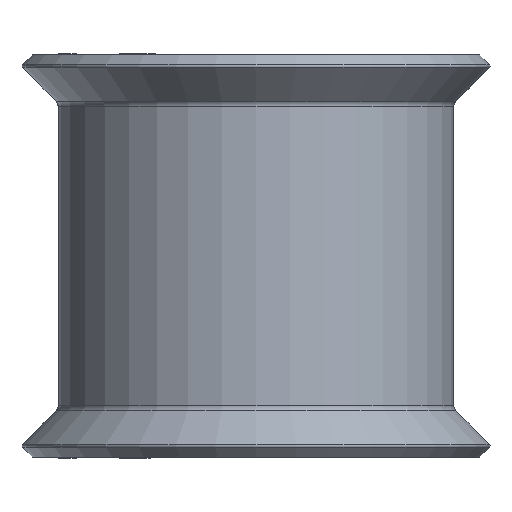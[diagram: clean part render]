
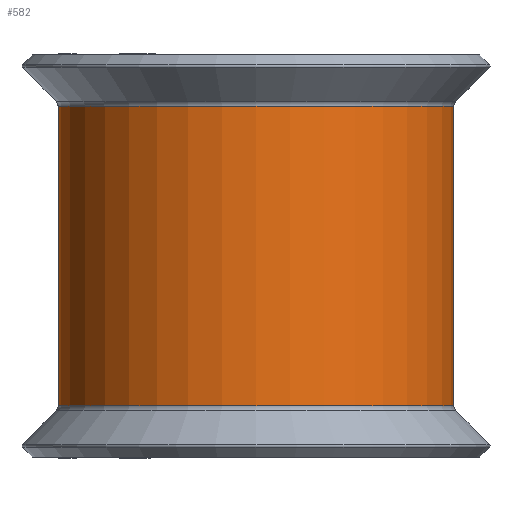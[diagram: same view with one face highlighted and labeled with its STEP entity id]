
A CAD part, front view. The second image highlights one B-rep face of the part: STEP entity #582.
In plain terms, the highlighted cylindrical face has radius 6.985 mm (diameter 13.97 mm), a partial arc.
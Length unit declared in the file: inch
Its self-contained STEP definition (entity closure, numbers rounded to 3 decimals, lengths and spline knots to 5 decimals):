
#102 = AXIS2_PLACEMENT_3D ( 'NONE', #2480, #1236, #2699 ) ;
#131 = CARTESIAN_POINT ( 'NONE',  ( -0.025, -0.656, 0.281 ) ) ;
#138 = FACE_OUTER_BOUND ( 'NONE', #990, .T. ) ;
#349 = DIRECTION ( 'NONE',  ( 0., 0., -1. ) ) ;
#358 = AXIS2_PLACEMENT_3D ( 'NONE', #1873, #631, #2084 ) ;
#393 = AXIS2_PLACEMENT_3D ( 'NONE', #668, #1287, #1207 ) ;
#417 = LINE ( 'NONE', #632, #2491 ) ;
#582 = ADVANCED_FACE ( 'NONE', ( #138 ), #2719, .T. ) ;
#606 = VERTEX_POINT ( 'NONE', #2114 ) ;
#631 = DIRECTION ( 'NONE',  ( 0., 0., -1. ) ) ;
#632 = CARTESIAN_POINT ( 'NONE',  ( 0.25, -0.381, 0.281 ) ) ;
#668 = CARTESIAN_POINT ( 'NONE',  ( 0.25, -0.656, 0.281 ) ) ;
#676 = CIRCLE ( 'NONE', #102, 0.275 ) ;
#802 = VERTEX_POINT ( 'NONE', #2155 ) ;
#836 = DIRECTION ( 'NONE',  ( 0., 0., -1. ) ) ;
#990 = EDGE_LOOP ( 'NONE', ( #2146, #1883, #1406, #2603 ) ) ;
#1068 = EDGE_CURVE ( 'NONE', #802, #1524, #1410, .T. ) ;
#1207 = DIRECTION ( 'NONE',  ( -1., 0., 0. ) ) ;
#1236 = DIRECTION ( 'NONE',  ( 0., 0., -1. ) ) ;
#1287 = DIRECTION ( 'NONE',  ( 0., 0., -1. ) ) ;
#1406 = ORIENTED_EDGE ( 'NONE', *, *, #1454, .F. ) ;
#1410 = LINE ( 'NONE', #131, #2452 ) ;
#1454 = EDGE_CURVE ( 'NONE', #606, #1996, #417, .T. ) ;
#1524 = VERTEX_POINT ( 'NONE', #2074 ) ;
#1543 = EDGE_CURVE ( 'NONE', #606, #802, #2430, .T. ) ;
#1873 = CARTESIAN_POINT ( 'NONE',  ( 0.25, -0.656, 0.20822 ) ) ;
#1883 = ORIENTED_EDGE ( 'NONE', *, *, #2205, .F. ) ;
#1995 = CARTESIAN_POINT ( 'NONE',  ( 0.25, -0.381, -0.20822 ) ) ;
#1996 = VERTEX_POINT ( 'NONE', #1995 ) ;
#2074 = CARTESIAN_POINT ( 'NONE',  ( -0.025, -0.656, -0.20822 ) ) ;
#2084 = DIRECTION ( 'NONE',  ( -1., 0., 0. ) ) ;
#2114 = CARTESIAN_POINT ( 'NONE',  ( 0.25, -0.381, 0.20822 ) ) ;
#2146 = ORIENTED_EDGE ( 'NONE', *, *, #1068, .T. ) ;
#2155 = CARTESIAN_POINT ( 'NONE',  ( -0.025, -0.656, 0.20822 ) ) ;
#2205 = EDGE_CURVE ( 'NONE', #1996, #1524, #676, .T. ) ;
#2430 = CIRCLE ( 'NONE', #358, 0.275 ) ;
#2452 = VECTOR ( 'NONE', #349, 39.37008 ) ;
#2480 = CARTESIAN_POINT ( 'NONE',  ( 0.25, -0.656, -0.20822 ) ) ;
#2491 = VECTOR ( 'NONE', #836, 39.37008 ) ;
#2603 = ORIENTED_EDGE ( 'NONE', *, *, #1543, .T. ) ;
#2699 = DIRECTION ( 'NONE',  ( -1., 0., 0. ) ) ;
#2719 = CYLINDRICAL_SURFACE ( 'NONE', #393, 0.275 ) ;
